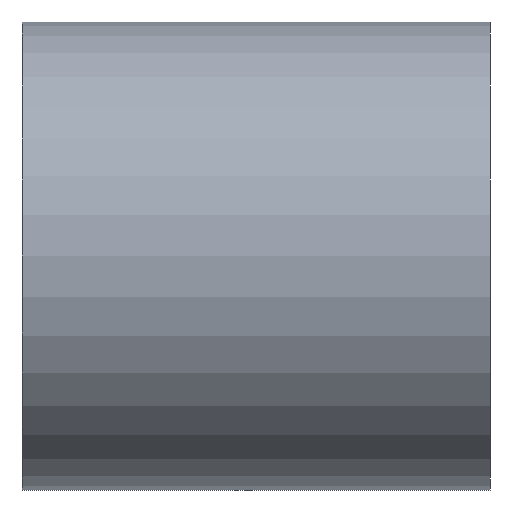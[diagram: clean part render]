
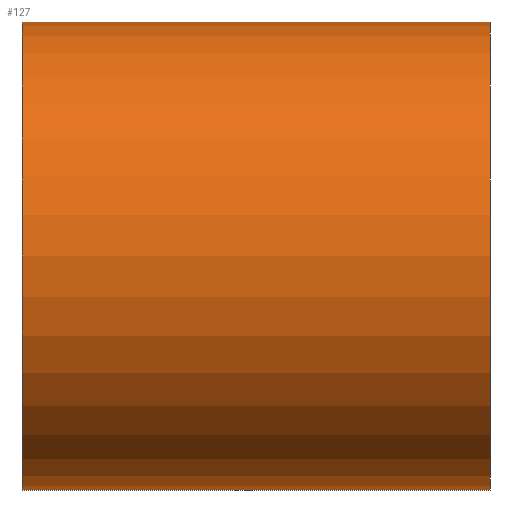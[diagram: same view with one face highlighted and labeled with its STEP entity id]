
A CAD part, left-side view. The second image highlights one B-rep face of the part: STEP entity #127.
In plain terms, the highlighted cylindrical face has radius 9.525 mm (diameter 19.05 mm), a partial arc.
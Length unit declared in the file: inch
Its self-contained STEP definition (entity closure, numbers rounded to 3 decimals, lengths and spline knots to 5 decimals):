
#1 = FACE_OUTER_BOUND ( 'NONE', #42, .T. ) ;
#3 = AXIS2_PLACEMENT_3D ( 'NONE', #78, #79, #80 ) ;
#6 = AXIS2_PLACEMENT_3D ( 'NONE', #87, #88, #89 ) ;
#8 = CYLINDRICAL_SURFACE ( 'NONE', #3, 0.375 ) ;
#12 = ORIENTED_EDGE ( 'NONE', *, *, #130, .F. ) ;
#13 = ORIENTED_EDGE ( 'NONE', *, *, #131, .F. ) ;
#15 = ORIENTED_EDGE ( 'NONE', *, *, #120, .T. ) ;
#17 = ORIENTED_EDGE ( 'NONE', *, *, #129, .T. ) ;
#38 = VERTEX_POINT ( 'NONE', #61 ) ;
#39 = VERTEX_POINT ( 'NONE', #62 ) ;
#40 = VERTEX_POINT ( 'NONE', #63 ) ;
#41 = VERTEX_POINT ( 'NONE', #64 ) ;
#42 = EDGE_LOOP ( 'NONE', ( #13, #12, #15, #17 ) ) ;
#47 = CIRCLE ( 'NONE', #139, 0.375 ) ;
#49 = CIRCLE ( 'NONE', #6, 0.375 ) ;
#61 = CARTESIAN_POINT ( 'NONE',  ( 0., 0., 0.375 ) ) ;
#62 = CARTESIAN_POINT ( 'NONE',  ( 0., 0.75, 0.375 ) ) ;
#63 = CARTESIAN_POINT ( 'NONE',  ( 0., 0.75, -0.375 ) ) ;
#64 = CARTESIAN_POINT ( 'NONE',  ( 0., 0., -0.375 ) ) ;
#65 = LINE ( 'NONE', #66, #140 ) ;
#66 = CARTESIAN_POINT ( 'NONE',  ( 0., 0.75, -0.375 ) ) ;
#67 = DIRECTION ( 'NONE',  ( 0., -1., 0. ) ) ;
#78 = CARTESIAN_POINT ( 'NONE',  ( 0., 0.75, 0. ) ) ;
#79 = DIRECTION ( 'NONE',  ( 0., -1., 0. ) ) ;
#80 = DIRECTION ( 'NONE',  ( 0., 0., -1. ) ) ;
#84 = CARTESIAN_POINT ( 'NONE',  ( 0., 0., 0. ) ) ;
#85 = DIRECTION ( 'NONE',  ( 0., 1., 0. ) ) ;
#86 = DIRECTION ( 'NONE',  ( 0., 0., 1. ) ) ;
#87 = CARTESIAN_POINT ( 'NONE',  ( 0., 0.75, 0. ) ) ;
#88 = DIRECTION ( 'NONE',  ( 0., 1., 0. ) ) ;
#89 = DIRECTION ( 'NONE',  ( 0., 0., 1. ) ) ;
#91 = LINE ( 'NONE', #92, #147 ) ;
#92 = CARTESIAN_POINT ( 'NONE',  ( 0., 0.75, 0.375 ) ) ;
#93 = DIRECTION ( 'NONE',  ( 0., -1., 0. ) ) ;
#120 = EDGE_CURVE ( 'NONE', #40, #41, #65, .T. ) ;
#127 = ADVANCED_FACE ( 'NONE', ( #1 ), #8, .T. ) ;
#129 = EDGE_CURVE ( 'NONE', #41, #38, #47, .T. ) ;
#130 = EDGE_CURVE ( 'NONE', #40, #39, #49, .T. ) ;
#131 = EDGE_CURVE ( 'NONE', #39, #38, #91, .T. ) ;
#139 = AXIS2_PLACEMENT_3D ( 'NONE', #84, #85, #86 ) ;
#140 = VECTOR ( 'NONE', #67, 39.37008 ) ;
#147 = VECTOR ( 'NONE', #93, 39.37008 ) ;
